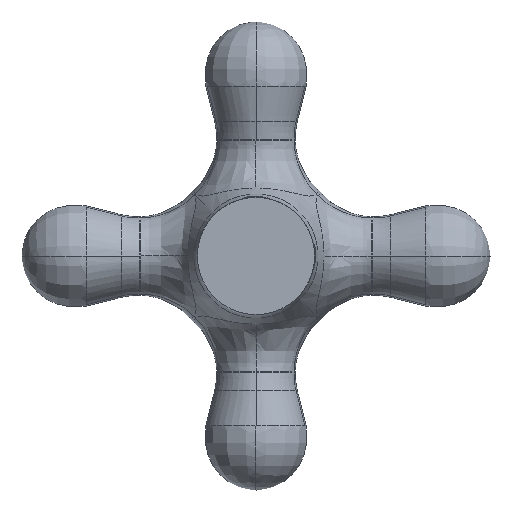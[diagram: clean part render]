
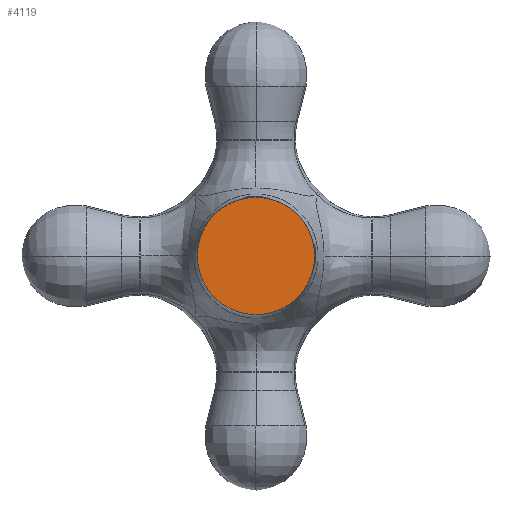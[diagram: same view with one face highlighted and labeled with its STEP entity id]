
A CAD part, front view. The second image highlights one B-rep face of the part: STEP entity #4119.
In plain terms, the highlighted planar face has unit normal (0, -1, 0).
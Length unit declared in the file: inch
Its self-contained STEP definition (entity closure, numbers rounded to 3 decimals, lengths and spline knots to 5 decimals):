
#62=CARTESIAN_POINT('',(0.,0.,0.));
#63=DIRECTION('',(0.,-1.,0.));
#64=DIRECTION('',(0.707,0.,-0.707));
#65=AXIS2_PLACEMENT_3D('',#62,#63,#64);
#2487=CARTESIAN_POINT('',(0.,0.,0.));
#2488=DIRECTION('',(0.,1.,0.));
#2489=DIRECTION('',(0.707,0.,-0.707));
#2490=AXIS2_PLACEMENT_3D('',#2487,#2488,#2489);
#3985=CARTESIAN_POINT('',(0.25102,0.,-0.25102));
#3987=VERTEX_POINT('',#3985);
#3989=CARTESIAN_POINT('',(-0.25102,0.,0.25102));
#3991=VERTEX_POINT('',#3989);
#4108=CARTESIAN_POINT('',(0.,0.,0.));
#4109=DIRECTION('',(0.,-1.,0.));
#4110=DIRECTION('',(-1.,0.,0.));
#4111=AXIS2_PLACEMENT_3D('',#4108,#4109,#4110);
#4112=PLANE('',#4111);
#4114=ORIENTED_EDGE('',*,*,#4113,.F.);
#4116=ORIENTED_EDGE('',*,*,#4115,.T.);
#4117=EDGE_LOOP('',(#4114,#4116));
#4118=FACE_OUTER_BOUND('',#4117,.F.);
#4119=ADVANCED_FACE('',(#4118),#4112,.T.);
#66=CIRCLE('',#65,0.355);
#2491=CIRCLE('',#2490,0.355);
#4113=EDGE_CURVE('',#3987,#3991,#66,.T.);
#4115=EDGE_CURVE('',#3987,#3991,#2491,.T.);
